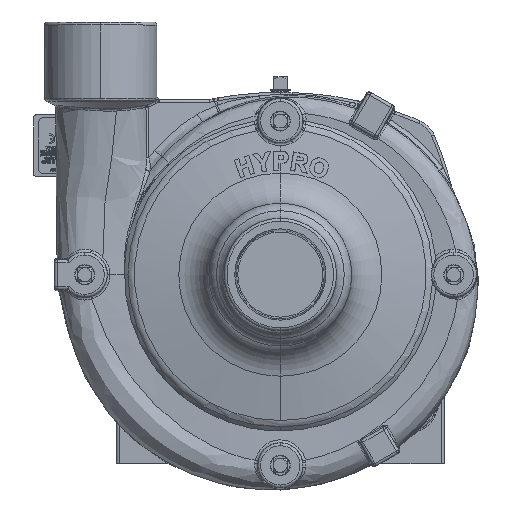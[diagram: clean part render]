
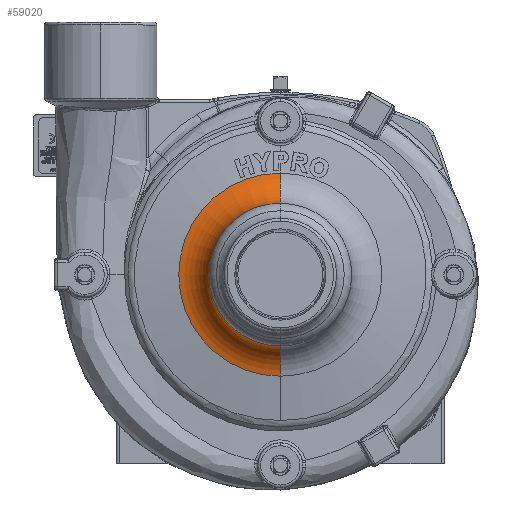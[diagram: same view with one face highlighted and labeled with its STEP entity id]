
A CAD part, top view. The second image highlights one B-rep face of the part: STEP entity #59020.
In plain terms, the highlighted toroidal (fillet/blend) face has major radius 55.369 mm and minor radius 18.923 mm.
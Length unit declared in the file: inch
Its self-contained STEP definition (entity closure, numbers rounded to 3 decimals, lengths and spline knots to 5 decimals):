
#3126 = EDGE_CURVE ( 'NONE', #59303, #41358, #70643, .T. ) ;
#4867 = CARTESIAN_POINT ( 'NONE',  ( 0., -2.17987, 2.71574 ) ) ;
#9777 = CARTESIAN_POINT ( 'NONE',  ( 0., 0., 2.71574 ) ) ;
#9779 = AXIS2_PLACEMENT_3D ( 'NONE', #9777, #60203, #68587 ) ;
#11277 = DIRECTION ( 'NONE',  ( 0., 0., 1. ) ) ;
#12812 = CIRCLE ( 'NONE', #89077, 0.745 ) ;
#13313 = DIRECTION ( 'NONE',  ( 0., 0., 1. ) ) ;
#28931 = VERTEX_POINT ( 'NONE', #68007 ) ;
#30519 = CARTESIAN_POINT ( 'NONE',  ( 0., 2.05051, 1.98206 ) ) ;
#30659 = CARTESIAN_POINT ( 'NONE',  ( 0., 0., 1.98206 ) ) ;
#31906 = DIRECTION ( 'NONE',  ( 1., 0., 0. ) ) ;
#36608 = ORIENTED_EDGE ( 'NONE', *, *, #63805, .F. ) ;
#37164 = AXIS2_PLACEMENT_3D ( 'NONE', #61678, #11277, #70097 ) ;
#39152 = DIRECTION ( 'NONE',  ( 0., 1., 0. ) ) ;
#41358 = VERTEX_POINT ( 'NONE', #30519 ) ;
#43553 = AXIS2_PLACEMENT_3D ( 'NONE', #30659, #89561, #39152 ) ;
#51461 = EDGE_CURVE ( 'NONE', #107911, #28931, #12812, .T. ) ;
#51540 = ORIENTED_EDGE ( 'NONE', *, *, #3126, .T. ) ;
#59020 = ADVANCED_FACE ( 'NONE', ( #92922 ), #90252, .F. ) ;
#59303 = VERTEX_POINT ( 'NONE', #75873 ) ;
#60203 = DIRECTION ( 'NONE',  ( 0., 0., 1. ) ) ;
#61678 = CARTESIAN_POINT ( 'NONE',  ( 0., 0., 2.61578 ) ) ;
#61736 = EDGE_LOOP ( 'NONE', ( #98299, #36608, #51540, #80973 ) ) ;
#63688 = DIRECTION ( 'NONE',  ( -1., 0., 0. ) ) ;
#63805 = EDGE_CURVE ( 'NONE', #59303, #107911, #104300, .T. ) ;
#68007 = CARTESIAN_POINT ( 'NONE',  ( 0., -2.05051, 1.98206 ) ) ;
#68587 = DIRECTION ( 'NONE',  ( 0., 1., 0. ) ) ;
#69619 = CARTESIAN_POINT ( 'NONE',  ( 0., -1.44161, 2.61578 ) ) ;
#70097 = DIRECTION ( 'NONE',  ( 0., 1., 0. ) ) ;
#70643 = CIRCLE ( 'NONE', #101324, 0.745 ) ;
#75873 = CARTESIAN_POINT ( 'NONE',  ( 0., 1.44161, 2.61578 ) ) ;
#80973 = ORIENTED_EDGE ( 'NONE', *, *, #105590, .T. ) ;
#82347 = CARTESIAN_POINT ( 'NONE',  ( 0., 2.17987, 2.71574 ) ) ;
#89077 = AXIS2_PLACEMENT_3D ( 'NONE', #4867, #63688, #13313 ) ;
#89561 = DIRECTION ( 'NONE',  ( 0., 0., 1. ) ) ;
#90252 = TOROIDAL_SURFACE ( 'NONE', #9779, 2.17987, 0.745 ) ;
#90815 = DIRECTION ( 'NONE',  ( 0., 0., -1. ) ) ;
#92922 = FACE_OUTER_BOUND ( 'NONE', #61736, .T. ) ;
#98299 = ORIENTED_EDGE ( 'NONE', *, *, #51461, .F. ) ;
#101324 = AXIS2_PLACEMENT_3D ( 'NONE', #82347, #31906, #90815 ) ;
#104300 = CIRCLE ( 'NONE', #37164, 1.44161 ) ;
#104843 = CIRCLE ( 'NONE', #43553, 2.05051 ) ;
#105590 = EDGE_CURVE ( 'NONE', #41358, #28931, #104843, .T. ) ;
#107911 = VERTEX_POINT ( 'NONE', #69619 ) ;
